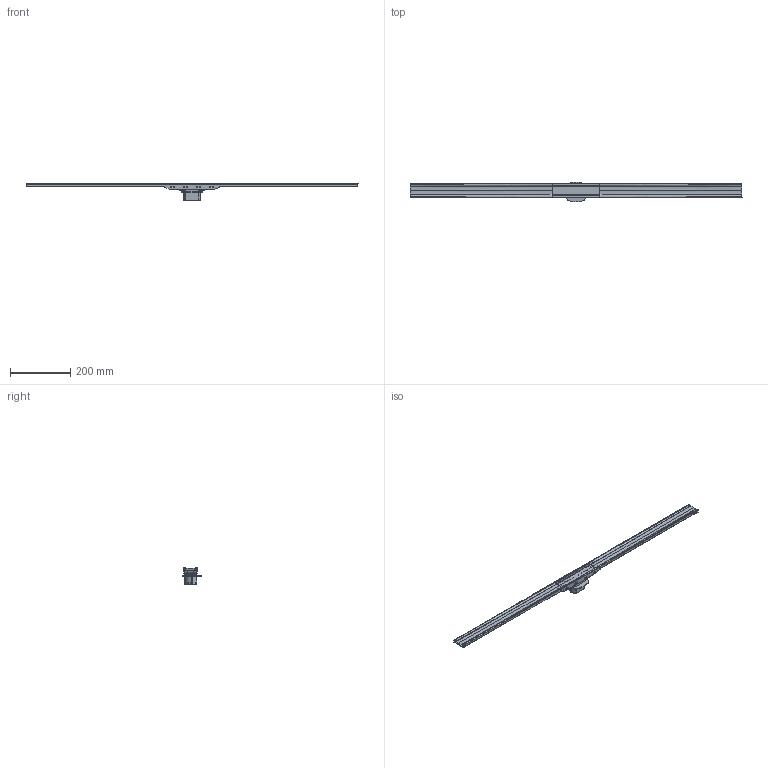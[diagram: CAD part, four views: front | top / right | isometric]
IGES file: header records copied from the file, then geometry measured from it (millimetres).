
Global section: file name: 154442; native system: Autodesk Inventor 2023; preprocessor: unknown; author: JANAN; date: 20250225.092432; units: millimetre
Bounding box: 1100 x 65.87 x 55.9 mm (x, y, z)
Volume: 164619.4 mm3; surface area: 249651.7 mm2
Topology: 9 solids, 9 shells, 954 faces, 2741 edges, 1817 vertices
Faces by surface type: bspline 954
